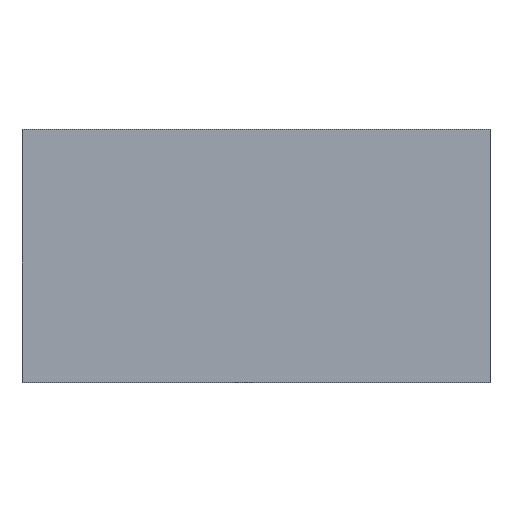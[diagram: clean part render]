
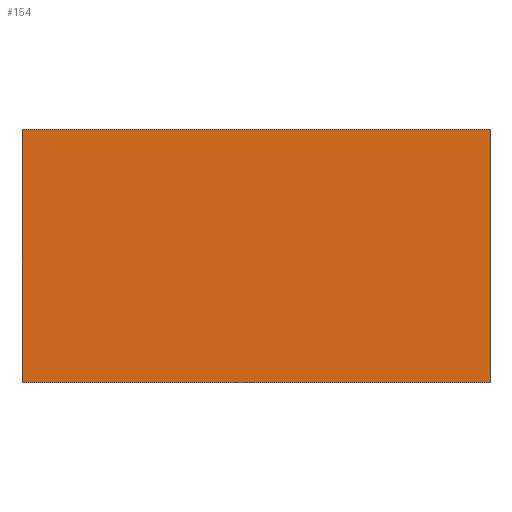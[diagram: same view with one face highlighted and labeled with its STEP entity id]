
A CAD part, top view. The second image highlights one B-rep face of the part: STEP entity #154.
In plain terms, the highlighted planar face has unit normal (0, 0, 1).
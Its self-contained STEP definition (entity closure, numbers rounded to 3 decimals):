
#51 = ORIENTED_EDGE ( 'NONE', *, *, #336, .T. ) ;
#57 = CARTESIAN_POINT ( 'NONE',  ( 0., 0., 0. ) ) ;
#60 = FACE_OUTER_BOUND ( 'NONE', #113, .T. ) ;
#75 = EDGE_CURVE ( 'NONE', #506, #229, #486, .T. ) ;
#81 = CARTESIAN_POINT ( 'NONE',  ( -9.231, -19.573, 0. ) ) ;
#83 = LINE ( 'NONE', #410, #149 ) ;
#108 = VECTOR ( 'NONE', #523, 1000. ) ;
#113 = EDGE_LOOP ( 'NONE', ( #498, #500, #257, #51 ) ) ;
#123 = AXIS2_PLACEMENT_3D ( 'NONE', #57, #259, #508 ) ;
#149 = VECTOR ( 'NONE', #292, 1000. ) ;
#154 = ADVANCED_FACE ( 'NONE', ( #60 ), #221, .F. ) ;
#195 = CARTESIAN_POINT ( 'NONE',  ( -29.212, -19.573, 0. ) ) ;
#197 = CARTESIAN_POINT ( 'NONE',  ( -29.212, -8.772, 0. ) ) ;
#201 = CARTESIAN_POINT ( 'NONE',  ( -29.212, -8.772, 0. ) ) ;
#206 = VECTOR ( 'NONE', #330, 1000. ) ;
#211 = VERTEX_POINT ( 'NONE', #195 ) ;
#221 = PLANE ( 'NONE',  #123 ) ;
#229 = VERTEX_POINT ( 'NONE', #197 ) ;
#257 = ORIENTED_EDGE ( 'NONE', *, *, #320, .T. ) ;
#259 = DIRECTION ( 'NONE',  ( 0., 0., -1. ) ) ;
#292 = DIRECTION ( 'NONE',  ( 0., 1., 0. ) ) ;
#320 = EDGE_CURVE ( 'NONE', #229, #211, #324, .T. ) ;
#324 = LINE ( 'NONE', #201, #206 ) ;
#325 = DIRECTION ( 'NONE',  ( 1., 0., 0. ) ) ;
#330 = DIRECTION ( 'NONE',  ( 0., -1., 0. ) ) ;
#336 = EDGE_CURVE ( 'NONE', #211, #404, #491, .T. ) ;
#371 = CARTESIAN_POINT ( 'NONE',  ( -9.231, -19.573, 0. ) ) ;
#381 = CARTESIAN_POINT ( 'NONE',  ( -9.231, -8.772, 0. ) ) ;
#403 = EDGE_CURVE ( 'NONE', #404, #506, #83, .T. ) ;
#404 = VERTEX_POINT ( 'NONE', #371 ) ;
#410 = CARTESIAN_POINT ( 'NONE',  ( -9.231, -8.772, 0. ) ) ;
#486 = LINE ( 'NONE', #519, #108 ) ;
#491 = LINE ( 'NONE', #81, #530 ) ;
#498 = ORIENTED_EDGE ( 'NONE', *, *, #403, .T. ) ;
#500 = ORIENTED_EDGE ( 'NONE', *, *, #75, .T. ) ;
#506 = VERTEX_POINT ( 'NONE', #381 ) ;
#508 = DIRECTION ( 'NONE',  ( -1., 0., 0. ) ) ;
#519 = CARTESIAN_POINT ( 'NONE',  ( -9.231, -8.772, 0. ) ) ;
#523 = DIRECTION ( 'NONE',  ( -1., 0., 0. ) ) ;
#530 = VECTOR ( 'NONE', #325, 1000. ) ;
